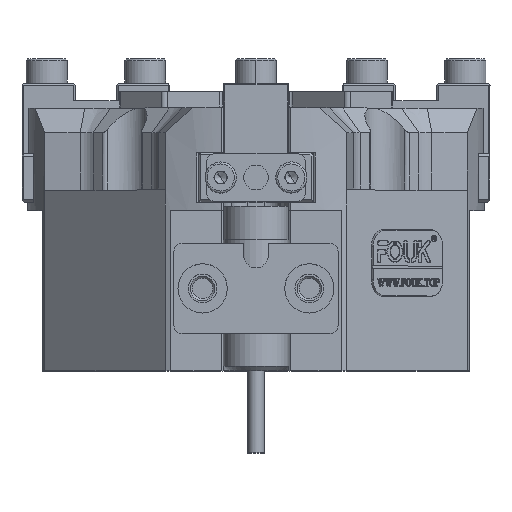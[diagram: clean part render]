
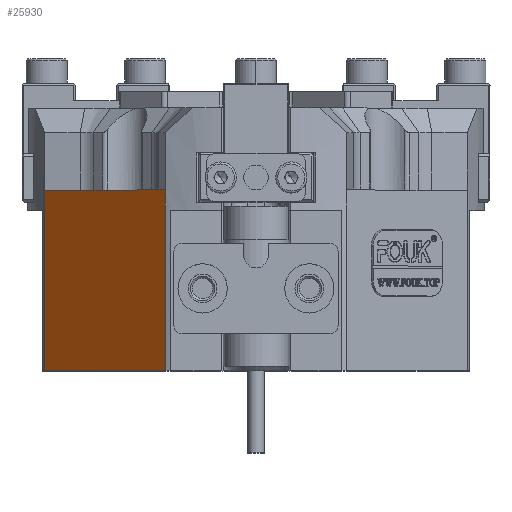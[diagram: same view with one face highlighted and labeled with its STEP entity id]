
A CAD part, top view. The second image highlights one B-rep face of the part: STEP entity #25930.
In plain terms, the highlighted planar face has unit normal (-0.707, 0, 0.707).
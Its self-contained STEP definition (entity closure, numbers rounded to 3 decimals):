
#277 = CARTESIAN_POINT ( 'NONE',  ( 47.591, 50.321, 133.598 ) ) ;
#338 = EDGE_CURVE ( 'NONE', #3731, #40333, #17179, .T. ) ;
#1226 = VECTOR ( 'NONE', #9733, 1000. ) ;
#1789 = LINE ( 'NONE', #11525, #35804 ) ;
#2245 = LINE ( 'NONE', #28777, #1226 ) ;
#2489 = LINE ( 'NONE', #33281, #40029 ) ;
#3377 = PLANE ( 'NONE',  #22941 ) ;
#3488 = EDGE_CURVE ( 'NONE', #40333, #20379, #2489, .T. ) ;
#3731 = VERTEX_POINT ( 'NONE', #24295 ) ;
#6626 = DIRECTION ( 'NONE',  ( -0.707, 0., 0.707 ) ) ;
#9733 = DIRECTION ( 'NONE',  ( 0., -1., 0. ) ) ;
#11525 = CARTESIAN_POINT ( 'NONE',  ( 47.591, 30.321, 133.598 ) ) ;
#13547 = ORIENTED_EDGE ( 'NONE', *, *, #338, .T. ) ;
#15535 = CARTESIAN_POINT ( 'NONE',  ( 32.627, 52.321, 118.634 ) ) ;
#16426 = DIRECTION ( 'NONE',  ( -0.577, -0.577, -0.577 ) ) ;
#16467 = CARTESIAN_POINT ( 'NONE',  ( 47.324, 52.321, 133.331 ) ) ;
#17179 = LINE ( 'NONE', #41602, #24774 ) ;
#18233 = EDGE_LOOP ( 'NONE', ( #19478, #33717, #39237, #13547 ) ) ;
#19427 = CARTESIAN_POINT ( 'NONE',  ( 32.627, 30.321, 118.634 ) ) ;
#19478 = ORIENTED_EDGE ( 'NONE', *, *, #3488, .T. ) ;
#20379 = VERTEX_POINT ( 'NONE', #15535 ) ;
#22941 = AXIS2_PLACEMENT_3D ( 'NONE', #277, #6626, #16426 ) ;
#24295 = CARTESIAN_POINT ( 'NONE',  ( 47.324, 30.321, 133.331 ) ) ;
#24774 = VECTOR ( 'NONE', #28284, 1000. ) ;
#25930 = ADVANCED_FACE ( 'NONE', ( #37919 ), #3377, .T. ) ;
#26605 = DIRECTION ( 'NONE',  ( -0.707, 0., -0.707 ) ) ;
#28284 = DIRECTION ( 'NONE',  ( 0., 1., 0. ) ) ;
#28777 = CARTESIAN_POINT ( 'NONE',  ( 32.627, 50.321, 118.634 ) ) ;
#30809 = VERTEX_POINT ( 'NONE', #19427 ) ;
#33281 = CARTESIAN_POINT ( 'NONE',  ( 47.591, 52.321, 133.598 ) ) ;
#33717 = ORIENTED_EDGE ( 'NONE', *, *, #37453, .T. ) ;
#34383 = DIRECTION ( 'NONE',  ( -0.707, 0., -0.707 ) ) ;
#35804 = VECTOR ( 'NONE', #34383, 1000. ) ;
#36577 = EDGE_CURVE ( 'NONE', #3731, #30809, #1789, .T. ) ;
#37453 = EDGE_CURVE ( 'NONE', #20379, #30809, #2245, .T. ) ;
#37919 = FACE_OUTER_BOUND ( 'NONE', #18233, .T. ) ;
#39237 = ORIENTED_EDGE ( 'NONE', *, *, #36577, .F. ) ;
#40029 = VECTOR ( 'NONE', #26605, 1000. ) ;
#40333 = VERTEX_POINT ( 'NONE', #16467 ) ;
#41602 = CARTESIAN_POINT ( 'NONE',  ( 47.324, 50.321, 133.331 ) ) ;
